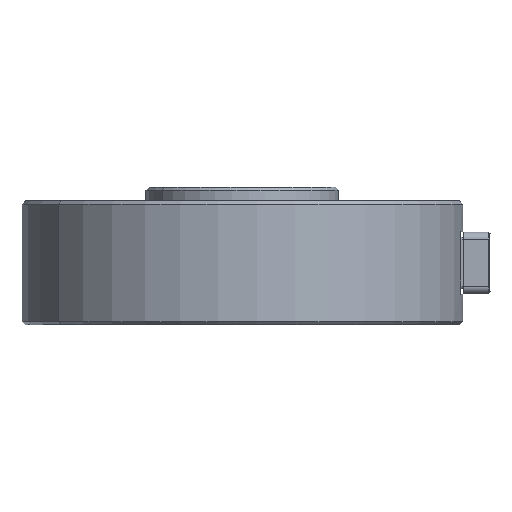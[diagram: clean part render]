
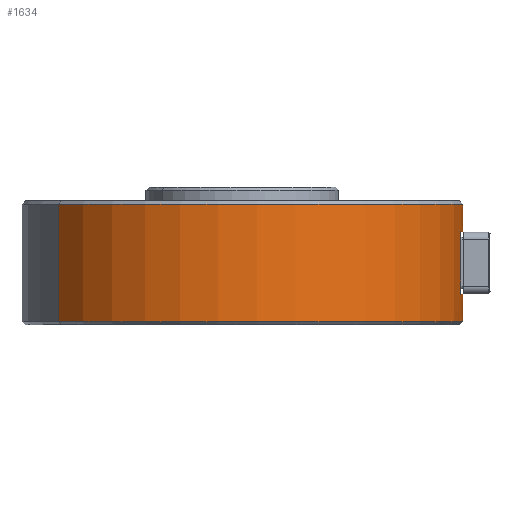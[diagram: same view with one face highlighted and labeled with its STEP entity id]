
A CAD part, front view. The second image highlights one B-rep face of the part: STEP entity #1634.
In plain terms, the highlighted cylindrical face has radius 101.6 mm (diameter 203.2 mm), a partial arc.
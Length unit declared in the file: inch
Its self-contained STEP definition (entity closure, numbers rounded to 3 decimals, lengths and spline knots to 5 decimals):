
#1524=CARTESIAN_POINT('',(13.3878,0.,11.71826));
#1525=VERTEX_POINT('',#1524);
#1534=CARTESIAN_POINT('',(21.3878,0.,11.71826));
#1535=VERTEX_POINT('',#1534);
#1561=CARTESIAN_POINT('',(17.3878,0.,10.65326));
#1562=DIRECTION('',(0.0,0.,-1.0));
#1563=DIRECTION('',(1.0,0.0,0.0));
#1564=AXIS2_PLACEMENT_3D('',#1561,#1562,#1563);
#1565=CYLINDRICAL_SURFACE('',#1564,4.0);
#1566=CARTESIAN_POINT('',(21.3878,0.,9.58826));
#1567=VERTEX_POINT('',#1566);
#1568=CARTESIAN_POINT('',(21.3878,0.,9.58826));
#1569=DIRECTION('',(0.0,0.0,1.0));
#1570=VECTOR('',#1569,2.13);
#1571=LINE('',#1568,#1570);
#1572=EDGE_CURVE('',#1567,#1535,#1571,.T.);
#1573=ORIENTED_EDGE('',*,*,#1572,.F.);
#1574=CARTESIAN_POINT('',(13.3878,0.,9.58826));
#1575=VERTEX_POINT('',#1574);
#1576=CARTESIAN_POINT('',(17.3878,0.,9.58826));
#1577=DIRECTION('',(0.0,0.0,-1.0));
#1578=DIRECTION('',(-1.0,0.0,0.0));
#1579=AXIS2_PLACEMENT_3D('',#1576,#1577,#1578);
#1580=CIRCLE('',#1579,4.0);
#1581=EDGE_CURVE('',#1575,#1567,#1580,.T.);
#1582=ORIENTED_EDGE('',*,*,#1581,.F.);
#1583=CARTESIAN_POINT('',(13.3878,0.,9.58826));
#1584=DIRECTION('',(0.0,0.0,1.0));
#1585=VECTOR('',#1584,2.13);
#1586=LINE('',#1583,#1585);
#1587=EDGE_CURVE('',#1575,#1525,#1586,.T.);
#1588=ORIENTED_EDGE('',*,*,#1587,.T.);
#1589=CARTESIAN_POINT('',(17.3878,0.,11.71826));
#1590=DIRECTION('',(0.0,0.0,1.0));
#1591=DIRECTION('',(-1.0,0.0,0.0));
#1592=AXIS2_PLACEMENT_3D('',#1589,#1590,#1591);
#1593=CIRCLE('',#1592,4.0);
#1594=EDGE_CURVE('',#1535,#1525,#1593,.T.);
#1595=ORIENTED_EDGE('',*,*,#1594,.F.);
#1596=EDGE_LOOP('',(#1573,#1582,#1588,#1595));
#1597=FACE_OUTER_BOUND('',#1596,.T.);
#1598=CARTESIAN_POINT('',(13.78016,1.7277,10.08826));
#1599=VERTEX_POINT('',#1598);
#1600=CARTESIAN_POINT('',(14.41103,2.67186,10.08826));
#1601=VERTEX_POINT('',#1600);
#1602=CARTESIAN_POINT('',(17.3878,0.,10.08826));
#1603=DIRECTION('',(0.0,0.0,-1.0));
#1604=DIRECTION('',(1.0,0.0,0.0));
#1605=AXIS2_PLACEMENT_3D('',#1602,#1603,#1604);
#1606=CIRCLE('',#1605,4.0);
#1607=EDGE_CURVE('',#1599,#1601,#1606,.T.);
#1608=ORIENTED_EDGE('',*,*,#1607,.T.);
#1609=CARTESIAN_POINT('',(14.41103,2.67186,11.21826));
#1610=VERTEX_POINT('',#1609);
#1611=CARTESIAN_POINT('',(14.41103,2.67186,10.08826));
#1612=DIRECTION('',(0.0,0.0,1.0));
#1613=VECTOR('',#1612,1.13);
#1614=LINE('',#1611,#1613);
#1615=EDGE_CURVE('',#1601,#1610,#1614,.T.);
#1616=ORIENTED_EDGE('',*,*,#1615,.T.);
#1617=CARTESIAN_POINT('',(13.78016,1.7277,11.21826));
#1618=VERTEX_POINT('',#1617);
#1619=CARTESIAN_POINT('',(17.3878,0.,11.21826));
#1620=DIRECTION('',(0.0,0.0,1.0));
#1621=DIRECTION('',(1.0,0.0,0.0));
#1622=AXIS2_PLACEMENT_3D('',#1619,#1620,#1621);
#1623=CIRCLE('',#1622,4.0);
#1624=EDGE_CURVE('',#1610,#1618,#1623,.T.);
#1625=ORIENTED_EDGE('',*,*,#1624,.T.);
#1626=CARTESIAN_POINT('',(13.78016,1.7277,11.21826));
#1627=DIRECTION('',(0.0,0.0,-1.0));
#1628=VECTOR('',#1627,1.13);
#1629=LINE('',#1626,#1628);
#1630=EDGE_CURVE('',#1618,#1599,#1629,.T.);
#1631=ORIENTED_EDGE('',*,*,#1630,.T.);
#1632=EDGE_LOOP('',(#1608,#1616,#1625,#1631));
#1633=FACE_BOUND('',#1632,.T.);
#1634=ADVANCED_FACE('',(#1597,#1633),#1565,.T.);
